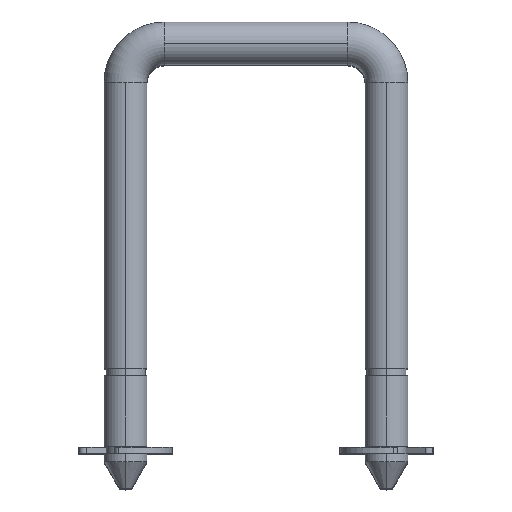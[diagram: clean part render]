
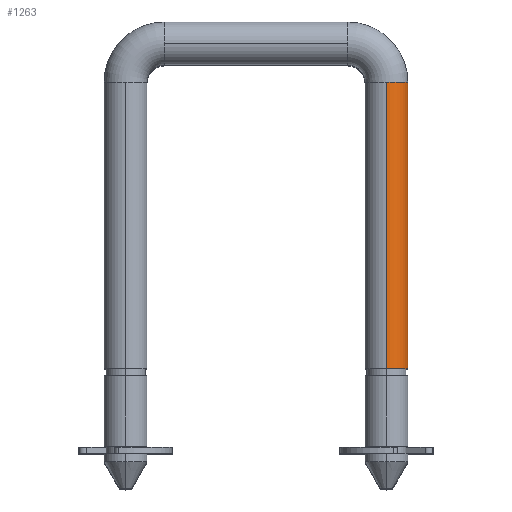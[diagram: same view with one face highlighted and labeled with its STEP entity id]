
A CAD part, top view. The second image highlights one B-rep face of the part: STEP entity #1263.
In plain terms, the highlighted cylindrical face has radius 2.75 mm (diameter 5.5 mm), a partial arc.
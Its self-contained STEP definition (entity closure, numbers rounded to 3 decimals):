
#72 = DIRECTION ( 'NONE',  ( 0., 0., -1. ) ) ;
#73 = CARTESIAN_POINT ( 'NONE',  ( 16.75, -5., -2.75 ) ) ;
#98 = DIRECTION ( 'NONE',  ( 0., 0., 1. ) ) ;
#155 = ORIENTED_EDGE ( 'NONE', *, *, #835, .F. ) ;
#196 = ORIENTED_EDGE ( 'NONE', *, *, #848, .T. ) ;
#205 = VERTEX_POINT ( 'NONE', #2020 ) ;
#238 = ORIENTED_EDGE ( 'NONE', *, *, #327, .T. ) ;
#327 = EDGE_CURVE ( 'NONE', #2785, #205, #1819, .T. ) ;
#451 = DIRECTION ( 'NONE',  ( 0., -1., 0. ) ) ;
#623 = EDGE_CURVE ( 'NONE', #892, #1183, #1302, .T. ) ;
#630 = AXIS2_PLACEMENT_3D ( 'NONE', #751, #1864, #72 ) ;
#674 = EDGE_CURVE ( 'NONE', #2287, #2785, #1336, .T. ) ;
#751 = CARTESIAN_POINT ( 'NONE',  ( 16.75, -5., 0. ) ) ;
#835 = EDGE_CURVE ( 'NONE', #2287, #892, #1577, .T. ) ;
#838 = DIRECTION ( 'NONE',  ( 0., 1., 0. ) ) ;
#848 = EDGE_CURVE ( 'NONE', #205, #1183, #1065, .T. ) ;
#892 = VERTEX_POINT ( 'NONE', #1345 ) ;
#1065 = CIRCLE ( 'NONE', #2154, 2.75 ) ;
#1089 = CARTESIAN_POINT ( 'NONE',  ( 16.75, -57.2, 2.75 ) ) ;
#1116 = CARTESIAN_POINT ( 'NONE',  ( 16.75, -5., 0. ) ) ;
#1183 = VERTEX_POINT ( 'NONE', #2041 ) ;
#1263 = ADVANCED_FACE ( 'NONE', ( #1747 ), #1990, .T. ) ;
#1302 = LINE ( 'NONE', #1089, #1682 ) ;
#1336 = LINE ( 'NONE', #2408, #1647 ) ;
#1345 = CARTESIAN_POINT ( 'NONE',  ( 16.75, -41.75, 2.75 ) ) ;
#1460 = CARTESIAN_POINT ( 'NONE',  ( 16.75, -41.75, -2.75 ) ) ;
#1559 = DIRECTION ( 'NONE',  ( 0., -1., 0. ) ) ;
#1574 = DIRECTION ( 'NONE',  ( 0., 0., 1. ) ) ;
#1577 = CIRCLE ( 'NONE', #1756, 2.75 ) ;
#1647 = VECTOR ( 'NONE', #838, 1000. ) ;
#1650 = AXIS2_PLACEMENT_3D ( 'NONE', #2766, #2805, #98 ) ;
#1682 = VECTOR ( 'NONE', #1949, 1000. ) ;
#1747 = FACE_OUTER_BOUND ( 'NONE', #1790, .T. ) ;
#1756 = AXIS2_PLACEMENT_3D ( 'NONE', #2015, #451, #1574 ) ;
#1790 = EDGE_LOOP ( 'NONE', ( #155, #2246, #238, #196, #2651 ) ) ;
#1819 = CIRCLE ( 'NONE', #630, 2.75 ) ;
#1864 = DIRECTION ( 'NONE',  ( 0., -1., 0. ) ) ;
#1949 = DIRECTION ( 'NONE',  ( 0., 1., 0. ) ) ;
#1990 = CYLINDRICAL_SURFACE ( 'NONE', #1650, 2.75 ) ;
#2015 = CARTESIAN_POINT ( 'NONE',  ( 16.75, -41.75, 0. ) ) ;
#2020 = CARTESIAN_POINT ( 'NONE',  ( 19.5, -5., 0. ) ) ;
#2041 = CARTESIAN_POINT ( 'NONE',  ( 16.75, -5., 2.75 ) ) ;
#2154 = AXIS2_PLACEMENT_3D ( 'NONE', #1116, #1559, #2708 ) ;
#2246 = ORIENTED_EDGE ( 'NONE', *, *, #674, .T. ) ;
#2287 = VERTEX_POINT ( 'NONE', #1460 ) ;
#2408 = CARTESIAN_POINT ( 'NONE',  ( 16.75, -57.2, -2.75 ) ) ;
#2651 = ORIENTED_EDGE ( 'NONE', *, *, #623, .F. ) ;
#2708 = DIRECTION ( 'NONE',  ( 0., 0., -1. ) ) ;
#2766 = CARTESIAN_POINT ( 'NONE',  ( 16.75, -57.2, 0. ) ) ;
#2785 = VERTEX_POINT ( 'NONE', #73 ) ;
#2805 = DIRECTION ( 'NONE',  ( 0., 1., 0. ) ) ;
